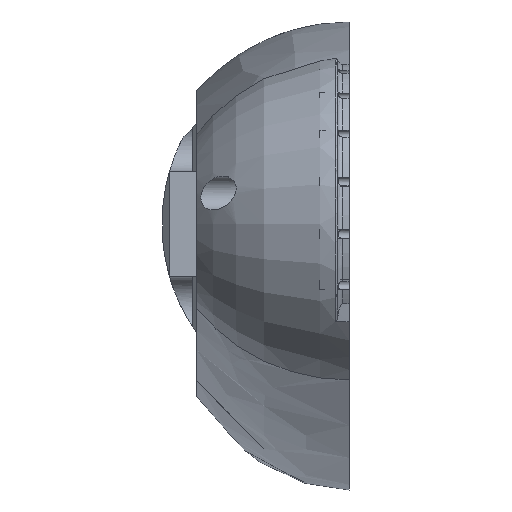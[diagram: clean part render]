
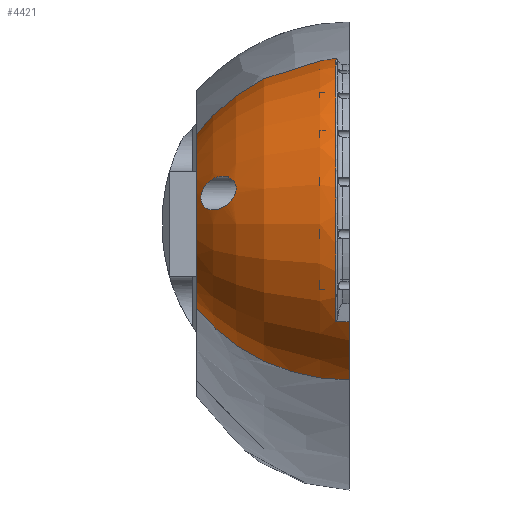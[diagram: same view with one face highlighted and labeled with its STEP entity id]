
A CAD part, front view. The second image highlights one B-rep face of the part: STEP entity #4421.
In plain terms, the highlighted toroidal (fillet/blend) face has major radius 5.5 mm and minor radius 42.5 mm.
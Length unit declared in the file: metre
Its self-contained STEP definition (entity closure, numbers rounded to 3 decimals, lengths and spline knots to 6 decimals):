
#20=DEGENERATE_TOROIDAL_SURFACE('',#4798,0.0055,0.0425,.F.);
#239=B_SPLINE_CURVE_WITH_KNOTS('',3,(#7122,#7123,#7124,#7125,#7126),
 .UNSPECIFIED.,.F.,.F.,(4,1,4),(0.5,0.75,1.),.UNSPECIFIED.);
#284=B_SPLINE_CURVE_WITH_KNOTS('',3,(#7925,#7926,#7927,#7928),
 .UNSPECIFIED.,.F.,.F.,(4,4),(0.,0.000389),.UNSPECIFIED.);
#286=B_SPLINE_CURVE_WITH_KNOTS('',3,(#7948,#7949,#7950,#7951),
 .UNSPECIFIED.,.F.,.F.,(4,4),(0.,0.000306),.UNSPECIFIED.);
#288=B_SPLINE_CURVE_WITH_KNOTS('',3,(#7993,#7994,#7995,#7996,#7997),
 .UNSPECIFIED.,.F.,.F.,(4,1,4),(0.,0.25,0.5),.UNSPECIFIED.);
#310=B_SPLINE_CURVE_WITH_KNOTS('',3,(#8359,#8360,#8361,#8362,#8363,#8364,
#8365,#8366,#8367,#8368,#8369,#8370,#8371,#8372,#8373,#8374,#8375,#8376,
#8377,#8378),.UNSPECIFIED.,.T.,.F.,(1,1,1,1,1,1,1,1,1,1,1,1,1,1,1,1,1,1,
1,1,1,1,1,1),(-0.005403,-0.003602,-0.001801,
0.,0.001801,0.003602,0.005403,0.007204,
0.008105,0.009005,0.010806,0.012607,
0.014408,0.016209,0.01801,0.019811,
0.021612,0.023413,0.025214,0.027015,
0.028816,0.030618,0.032419,0.03422),
 .UNSPECIFIED.);
#311=B_SPLINE_CURVE_WITH_KNOTS('',3,(#8380,#8381,#8382,#8383),
 .UNSPECIFIED.,.F.,.F.,(4,4),(0.5,1.),.UNSPECIFIED.);
#312=B_SPLINE_CURVE_WITH_KNOTS('',3,(#8384,#8385,#8386,#8387),
 .UNSPECIFIED.,.F.,.F.,(4,4),(0.,0.003038),.UNSPECIFIED.);
#400=CIRCLE('',#4611,0.037);
#422=CIRCLE('',#4660,0.02);
#425=CIRCLE('',#4669,0.037);
#459=CIRCLE('',#4742,0.036891);
#460=CIRCLE('',#4744,0.036892);
#1277=ORIENTED_EDGE('',*,*,#2370,.F.);
#1278=ORIENTED_EDGE('',*,*,#2269,.F.);
#1279=ORIENTED_EDGE('',*,*,#2013,.T.);
#1280=ORIENTED_EDGE('',*,*,#2371,.T.);
#1281=ORIENTED_EDGE('',*,*,#2314,.T.);
#1282=ORIENTED_EDGE('',*,*,#2267,.T.);
#1283=ORIENTED_EDGE('',*,*,#2264,.T.);
#1284=ORIENTED_EDGE('',*,*,#2313,.T.);
#1285=ORIENTED_EDGE('',*,*,#2372,.T.);
#1286=ORIENTED_EDGE('',*,*,#2166,.T.);
#1287=ORIENTED_EDGE('',*,*,#2159,.T.);
#1288=ORIENTED_EDGE('',*,*,#2143,.T.);
#2013=EDGE_CURVE('',#2683,#2682,#400,.F.);
#2143=EDGE_CURVE('',#2789,#2788,#422,.T.);
#2159=EDGE_CURVE('',#2803,#2789,#239,.T.);
#2166=EDGE_CURVE('',#2807,#2803,#425,.F.);
#2264=EDGE_CURVE('',#2866,#2869,#284,.T.);
#2267=EDGE_CURVE('',#2870,#2866,#286,.T.);
#2269=EDGE_CURVE('',#2683,#2788,#288,.F.);
#2313=EDGE_CURVE('',#2869,#2892,#459,.F.);
#2314=EDGE_CURVE('',#2893,#2870,#460,.F.);
#2370=EDGE_CURVE('',#2925,#2925,#310,.T.);
#2371=EDGE_CURVE('',#2682,#2893,#311,.T.);
#2372=EDGE_CURVE('',#2892,#2807,#312,.T.);
#2682=VERTEX_POINT('',#6370);
#2683=VERTEX_POINT('',#6372);
#2788=VERTEX_POINT('',#6921);
#2789=VERTEX_POINT('',#6923);
#2803=VERTEX_POINT('',#7127);
#2807=VERTEX_POINT('',#7197);
#2866=VERTEX_POINT('',#7916);
#2869=VERTEX_POINT('',#7924);
#2870=VERTEX_POINT('',#7942);
#2892=VERTEX_POINT('',#8147);
#2893=VERTEX_POINT('',#8151);
#2925=VERTEX_POINT('',#8379);
#3745=EDGE_LOOP('',(#1277));
#3746=EDGE_LOOP('',(#1278,#1279,#1280,#1281,#1282,#1283,#1284,#1285,#1286,
#1287,#1288));
#4036=FACE_BOUND('',#3745,.T.);
#4037=FACE_BOUND('',#3746,.T.);
#4421=ADVANCED_FACE('',(#4036,#4037),#20,.F.);
#4611=AXIS2_PLACEMENT_3D('',#6371,#5136,#5137);
#4660=AXIS2_PLACEMENT_3D('',#6922,#5294,#5295);
#4669=AXIS2_PLACEMENT_3D('',#7196,#5319,#5320);
#4742=AXIS2_PLACEMENT_3D('',#8148,#5519,#5520);
#4744=AXIS2_PLACEMENT_3D('',#8150,#5523,#5524);
#4798=AXIS2_PLACEMENT_3D('',#8358,#5651,#5652);
#5136=DIRECTION('',(1.,0.,0.));
#5137=DIRECTION('',(0.,0.,-1.));
#5294=DIRECTION('',(1.,0.,0.));
#5295=DIRECTION('',(0.,1.,0.));
#5319=DIRECTION('',(1.,0.,0.));
#5320=DIRECTION('',(0.,0.,-1.));
#5519=DIRECTION('',(1.,0.,0.));
#5520=DIRECTION('',(0.,0.,-1.));
#5523=DIRECTION('',(1.,0.,0.));
#5524=DIRECTION('',(0.,1.,0.));
#5651=DIRECTION('',(1.,0.,0.));
#5652=DIRECTION('',(0.,1.,0.));
#6370=CARTESIAN_POINT('',(0.,-0.029878,-0.021825));
#6371=CARTESIAN_POINT('',(0.,0.,0.));
#6372=CARTESIAN_POINT('',(0.,-0.012655,-0.034769));
#6921=CARTESIAN_POINT('',(-0.034,-0.00684,-0.018794));
#6922=CARTESIAN_POINT('',(-0.034,0.,0.));
#6923=CARTESIAN_POINT('',(-0.034,0.015321,0.012856));
#7122=CARTESIAN_POINT('',(0.,0.028344,0.023783));
#7123=CARTESIAN_POINT('',(-0.006568,0.028344,0.023783));
#7124=CARTESIAN_POINT('',(-0.019699,0.025968,0.02179));
#7125=CARTESIAN_POINT('',(-0.030059,0.019346,0.016233));
#7126=CARTESIAN_POINT('',(-0.034,0.015321,0.012856));
#7127=CARTESIAN_POINT('',(0.,0.028344,0.023783));
#7196=CARTESIAN_POINT('',(0.,0.,0.));
#7197=CARTESIAN_POINT('',(0.,0.027558,0.024689));
#7916=CARTESIAN_POINT('',(-0.003034,0.023892,0.02811));
#7924=CARTESIAN_POINT('',(-0.003036,0.024187,0.027856));
#7925=CARTESIAN_POINT('',(-0.003034,0.023892,0.02811));
#7926=CARTESIAN_POINT('',(-0.003035,0.023991,0.028026));
#7927=CARTESIAN_POINT('',(-0.003036,0.024089,0.027941));
#7928=CARTESIAN_POINT('',(-0.003036,0.024187,0.027856));
#7942=CARTESIAN_POINT('',(-0.003032,0.023658,0.028307));
#7948=CARTESIAN_POINT('',(-0.003032,0.023658,0.028307));
#7949=CARTESIAN_POINT('',(-0.003032,0.023736,0.028242));
#7950=CARTESIAN_POINT('',(-0.003033,0.023814,0.028176));
#7951=CARTESIAN_POINT('',(-0.003034,0.023892,0.02811));
#7993=CARTESIAN_POINT('',(-0.034,-0.00684,-0.018794));
#7994=CARTESIAN_POINT('',(-0.030059,-0.008638,-0.023732));
#7995=CARTESIAN_POINT('',(-0.019699,-0.011594,-0.031855));
#7996=CARTESIAN_POINT('',(-0.006568,-0.012655,-0.034769));
#7997=CARTESIAN_POINT('',(0.,-0.012655,-0.034769));
#8147=CARTESIAN_POINT('',(-0.003036,0.027472,0.024623));
#8148=CARTESIAN_POINT('',(-0.003036,0.,0.));
#8150=CARTESIAN_POINT('',(-0.003032,0.,0.));
#8151=CARTESIAN_POINT('',(-0.003032,-0.029783,-0.02177));
#8358=CARTESIAN_POINT('',(0.,0.,0.));
#8359=CARTESIAN_POINT('',(-0.030501,-0.023919,0.003066));
#8360=CARTESIAN_POINT('',(-0.029195,-0.025194,0.003253));
#8361=CARTESIAN_POINT('',(-0.027887,-0.026312,0.003825));
#8362=CARTESIAN_POINT('',(-0.026623,-0.02723,0.00478));
#8363=CARTESIAN_POINT('',(-0.025523,-0.027831,0.006149));
#8364=CARTESIAN_POINT('',(-0.025067,-0.027789,0.007684));
#8365=CARTESIAN_POINT('',(-0.025264,-0.027294,0.00881));
#8366=CARTESIAN_POINT('',(-0.025747,-0.026608,0.009708));
#8367=CARTESIAN_POINT('',(-0.026669,-0.025575,0.010399));
#8368=CARTESIAN_POINT('',(-0.027931,-0.024298,0.010702));
#8369=CARTESIAN_POINT('',(-0.02925,-0.023038,0.010579));
#8370=CARTESIAN_POINT('',(-0.030549,-0.021868,0.010047));
#8371=CARTESIAN_POINT('',(-0.031753,-0.020879,0.009085));
#8372=CARTESIAN_POINT('',(-0.032739,-0.020226,0.00765));
#8373=CARTESIAN_POINT('',(-0.033176,-0.020285,0.005777));
#8374=CARTESIAN_POINT('',(-0.032708,-0.021255,0.004183));
#8375=CARTESIAN_POINT('',(-0.031709,-0.022572,0.003339));
#8376=CARTESIAN_POINT('',(-0.030501,-0.023919,0.003066));
#8377=CARTESIAN_POINT('',(-0.029195,-0.025194,0.003253));
#8378=CARTESIAN_POINT('',(-0.027887,-0.026312,0.003825));
#8379=CARTESIAN_POINT('',(-0.029195,-0.025168,0.003317));
#8380=CARTESIAN_POINT('',(0.,-0.029878,-0.021825));
#8381=CARTESIAN_POINT('',(-0.001011,-0.029878,-0.021825));
#8382=CARTESIAN_POINT('',(-0.002023,-0.029846,-0.021807));
#8383=CARTESIAN_POINT('',(-0.003032,-0.029783,-0.02177));
#8384=CARTESIAN_POINT('',(-0.003036,0.027472,0.024623));
#8385=CARTESIAN_POINT('',(-0.002025,0.027529,0.024667));
#8386=CARTESIAN_POINT('',(-0.001013,0.027558,0.024689));
#8387=CARTESIAN_POINT('',(0.,0.027558,0.024689));
